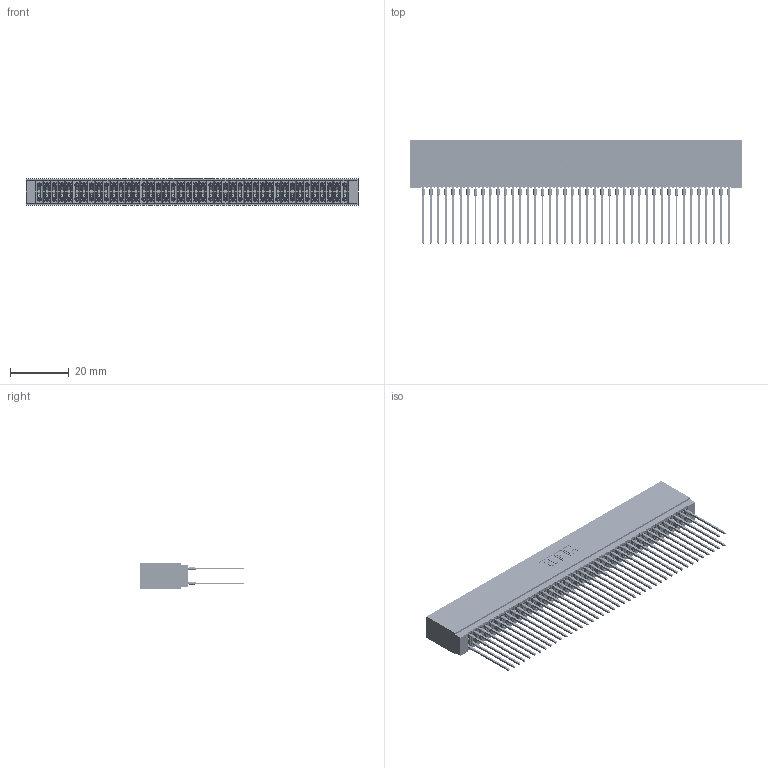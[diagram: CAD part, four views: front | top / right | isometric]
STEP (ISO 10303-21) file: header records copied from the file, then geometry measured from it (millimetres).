
FILE_DESCRIPTION (( 'STEP AP203' ), '1' );
FILE_NAME ('745-084-541-201.STEP', '2026-02-26T21:57:36', ( '' ), ( '' ), 'SwSTEP 2.0', 'SolidWorks 2023', '' );
FILE_SCHEMA (( 'CONFIG_CONTROL_DESIGN' ));
Length unit declared in the file: millimetre
Products named in the file (3): 745-084-541-201; 745 Part_Insulator Option - 01; 745-292-001_541
Assembly tree (85 placements, depth 2):
  745-084-541-201
    745 Part_Insulator Option - 01
    745-292-001_541  x84
Bounding box: 113.28 x 35.45 x 8.89 mm (x, y, z)
Volume: 10614.1 mm3; surface area: 23244.2 mm2
Topology: 85 solids, 85 shells, 7613 faces, 20460 edges, 12856 vertices
Faces by surface type: plane 3919, bspline 1680, cylinder 1510, torus 504
Entity records: 70708 total; most frequent: CARTESIAN_POINT 12767, ORIENTED_EDGE 12202, DIRECTION 10659, EDGE_CURVE 6101, LINE 5667, VECTOR 5667, VERTEX_POINT 3892, AXIS2_PLACEMENT_3D 2496
